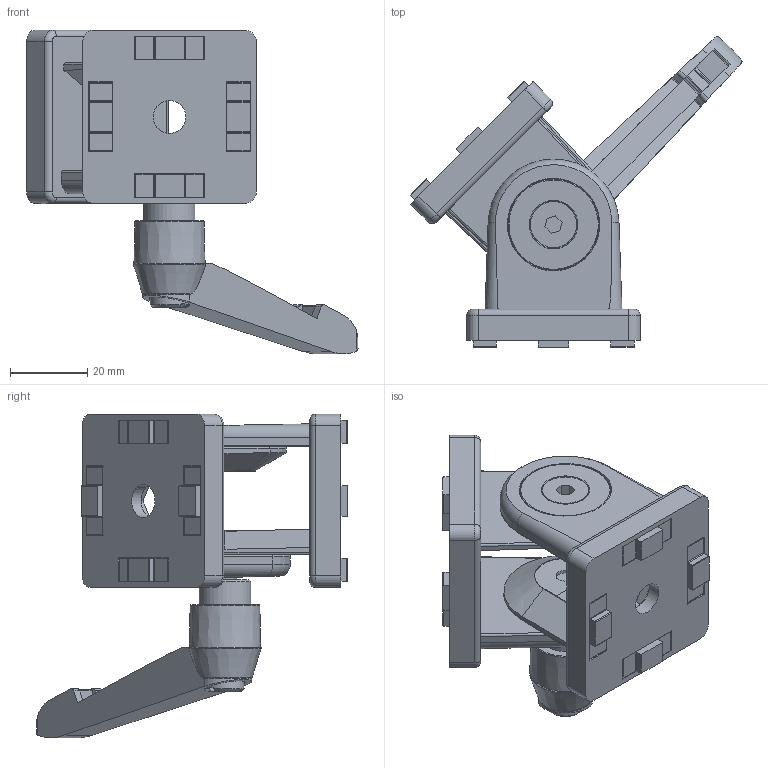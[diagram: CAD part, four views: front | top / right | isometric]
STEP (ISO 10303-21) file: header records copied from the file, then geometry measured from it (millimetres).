
FILE_DESCRIPTION( ( 'STEP AP214' ), '1' );
FILE_NAME( '093GF45AN(-45).stp', '2020-09-15T18:24:42', ( 'License CC BY-ND 4.0' ), ( 'CADENAS' ), ' ', 'PARTsolutions', ' ' );
FILE_SCHEMA( ( 'AUTOMOTIVE_DESIGN { 1 0 10303 214 1 1 1 1 }' ) );
Length unit declared in the file: millimetre
Products named in the file (8): 093GF45AN(-45); _093GF45AN_part_1; _093GF45AN_part_5; _093GF45AN_part_2; _093GF45AN_part_3; _093GF45AN_part_4; _093GF45AN_part_3sec; _093GF45AN_part_6
Assembly tree (16 placements, depth 2):
  093GF45AN(-45)
    _093GF45AN_part_1  x2
    _093GF45AN_part_5  x8
    _093GF45AN_part_2  x2
    _093GF45AN_part_3
    _093GF45AN_part_4
    _093GF45AN_part_3sec
    _093GF45AN_part_6
Bounding box: 86.19 x 80.73 x 84 mm (x, y, z)
Volume: 64160.3 mm3; surface area: 38088.9 mm2
Topology: 16 solids, 16 shells, 743 faces, 1963 edges, 1286 vertices
Faces by surface type: plane 356, cylinder 272, torus 72, cone 43
Full cylindrical faces by diameter (mm): 2 x4, 4.917 x2, 6 x3, 6.4 x2, 8.5 x2, 10 x1, 10.6 x1, 12 x1, 12.2 x1, 13 x2, 13.5 x1, 16 x2, 23.6 x2, 24 x2, 26 x2
Entity records: 14338 total; most frequent: CARTESIAN_POINT 2683, DIRECTION 1775, ORIENTED_EDGE 1758, EDGE_CURVE 879, AXIS2_PLACEMENT_3D 676, VERTEX_POINT 601, EDGE_LOOP 441, LINE 423
